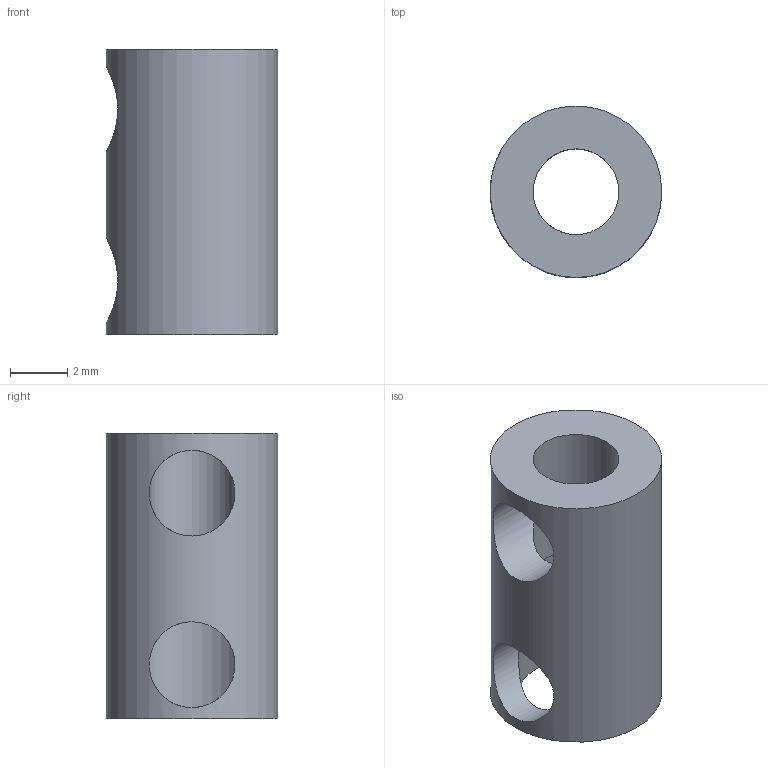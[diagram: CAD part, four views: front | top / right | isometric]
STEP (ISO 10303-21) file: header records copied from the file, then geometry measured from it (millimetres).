
FILE_DESCRIPTION(('FreeCAD Model'),'2;1');
FILE_NAME('ShaftCoupler_4mm_to_3mm_setscrew_M3.step', '2015-08-19T10:22:37',('Author'),(''), 'Open CASCADE STEP processor 6.8','FreeCAD','Unknown');
FILE_SCHEMA(('AUTOMOTIVE_DESIGN_CC2 { 1 2 10303 214 -1 1 5 4 }'));
Length unit declared in the file: millimetre
Products named in the file (1): Cut003
Bounding box: 6 x 6 x 10 mm (x, y, z)
Volume: 165.6 mm3; surface area: 337.5 mm2
Topology: 1 solids, 1 shells, 12 faces, 34 edges, 25 vertices
Faces by surface type: cylinder 7, plane 5
Full cylindrical faces by diameter (mm): 3 x3, 4 x1, 6 x1
Entity records: 2140 total; most frequent: CARTESIAN_POINT 1510, DIRECTION 85, ORIENTED_EDGE 68, PCURVE 68, DEFINITIONAL_REPRESENTATION 68, B_SPLINE_CURVE_WITH_KNOTS 54, EDGE_CURVE 34, SURFACE_CURVE 29
